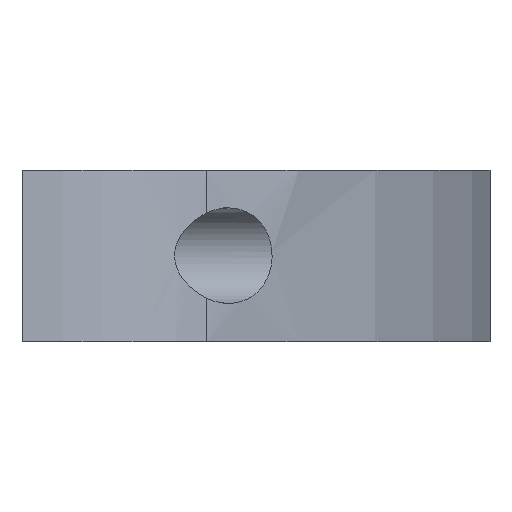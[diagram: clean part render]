
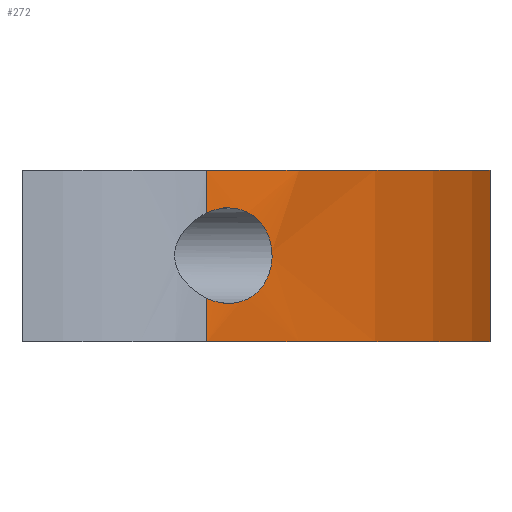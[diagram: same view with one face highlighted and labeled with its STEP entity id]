
A CAD part, left-side view. The second image highlights one B-rep face of the part: STEP entity #272.
In plain terms, the highlighted cylindrical face has radius 61.26 mm (diameter 122.52 mm), a partial arc.
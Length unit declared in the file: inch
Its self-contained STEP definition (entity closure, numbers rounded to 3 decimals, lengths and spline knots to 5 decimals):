
#7 = VERTEX_POINT ( 'NONE', #750 ) ;
#9 = VERTEX_POINT ( 'NONE', #147 ) ;
#16 = CARTESIAN_POINT ( 'NONE',  ( -2.7983, -0.65253, 0.02435 ) ) ;
#19 = CARTESIAN_POINT ( 'NONE',  ( -2.85261, -0.60483, -0.1049 ) ) ;
#31 = CARTESIAN_POINT ( 'NONE',  ( -2.96813, -0.49298, 0.1162 ) ) ;
#42 = CARTESIAN_POINT ( 'NONE',  ( -2.93063, -0.53095, -0.125 ) ) ;
#46 = CARTESIAN_POINT ( 'NONE',  ( -2.89321, -0.5672, -0.12208 ) ) ;
#48 = DIRECTION ( 'NONE',  ( 0., 0., 1. ) ) ;
#51 = CARTESIAN_POINT ( 'NONE',  ( -2.96818, -0.49293, -0.11618 ) ) ;
#54 = CARTESIAN_POINT ( 'NONE',  ( -0.66058, -1.16008, 0.224 ) ) ;
#65 = DIRECTION ( 'NONE',  ( 0., 0., 1. ) ) ;
#72 = CARTESIAN_POINT ( 'NONE',  ( -2.7963, -0.65424, 0.00991 ) ) ;
#75 = CARTESIAN_POINT ( 'NONE',  ( -2.87251, -0.5866, -0.11544 ) ) ;
#79 = CYLINDRICAL_SURFACE ( 'NONE', #856, 2.4118 ) ;
#81 = DIRECTION ( 'NONE',  ( 1., 0., 0. ) ) ;
#90 = CARTESIAN_POINT ( 'NONE',  ( -0.66058, -1.16008, -0.226 ) ) ;
#102 = EDGE_CURVE ( 'NONE', #7, #9, #821, .T. ) ;
#106 = CARTESIAN_POINT ( 'NONE',  ( -2.91409, -0.54715, -0.125 ) ) ;
#112 = FACE_OUTER_BOUND ( 'NONE', #312, .T. ) ;
#113 = CARTESIAN_POINT ( 'NONE',  ( -2.97706, -0.48364, -0.226 ) ) ;
#118 = ORIENTED_EDGE ( 'NONE', *, *, #388, .T. ) ;
#123 = VERTEX_POINT ( 'NONE', #417 ) ;
#134 = VERTEX_POINT ( 'NONE', #281 ) ;
#141 = CARTESIAN_POINT ( 'NONE',  ( -2.79598, -0.65451, -0.00943 ) ) ;
#142 = DIRECTION ( 'NONE',  ( 0., 0., 1. ) ) ;
#144 = VECTOR ( 'NONE', #65, 39.37008 ) ;
#145 = VERTEX_POINT ( 'NONE', #357 ) ;
#147 = CARTESIAN_POINT ( 'NONE',  ( -0.66058, -1.16008, -0.226 ) ) ;
#154 = EDGE_CURVE ( 'NONE', #7, #123, #321, .T. ) ;
#193 = ORIENTED_EDGE ( 'NONE', *, *, #720, .T. ) ;
#194 = CARTESIAN_POINT ( 'NONE',  ( -2.90707, -0.55403, 0.125 ) ) ;
#202 = LINE ( 'NONE', #113, #724 ) ;
#215 = CARTESIAN_POINT ( 'NONE',  ( -2.80148, -0.64982, -0.03783 ) ) ;
#216 = DIRECTION ( 'NONE',  ( 1., 0., 0. ) ) ;
#233 = AXIS2_PLACEMENT_3D ( 'NONE', #271, #142, #216 ) ;
#259 = CARTESIAN_POINT ( 'NONE',  ( -2.87283, -0.58631, 0.11557 ) ) ;
#271 = CARTESIAN_POINT ( 'NONE',  ( -1.23346, 1.1827, -0.226 ) ) ;
#272 = ADVANCED_FACE ( 'NONE', ( #112 ), #79, .T. ) ;
#278 = CARTESIAN_POINT ( 'NONE',  ( -2.81273, -0.64014, -0.06313 ) ) ;
#281 = CARTESIAN_POINT ( 'NONE',  ( -2.97706, -0.48364, 0.11172 ) ) ;
#293 = CARTESIAN_POINT ( 'NONE',  ( -2.94031, -0.52131, 0.12387 ) ) ;
#312 = EDGE_LOOP ( 'NONE', ( #313, #118, #333, #564, #677, #193, #502, #430 ) ) ;
#313 = ORIENTED_EDGE ( 'NONE', *, *, #706, .T. ) ;
#321 = LINE ( 'NONE', #469, #144 ) ;
#332 = CARTESIAN_POINT ( 'NONE',  ( -2.85274, -0.60471, 0.10499 ) ) ;
#333 = ORIENTED_EDGE ( 'NONE', *, *, #538, .T. ) ;
#339 = B_SPLINE_CURVE_WITH_KNOTS ( 'NONE', 3,
 ( #629, #31, #708, #293, #769, #371 ),
 .UNSPECIFIED., .F., .F.,
 ( 4, 2, 4 ),
 ( 0., 0.00103, 0.00205 ),
 .UNSPECIFIED. ) ;
#348 = CARTESIAN_POINT ( 'NONE',  ( -2.81294, -0.63996, 0.06349 ) ) ;
#352 = CARTESIAN_POINT ( 'NONE',  ( -2.82813, -0.62669, -0.0841 ) ) ;
#357 = CARTESIAN_POINT ( 'NONE',  ( -2.97706, -0.48364, 0.224 ) ) ;
#368 = CARTESIAN_POINT ( 'NONE',  ( -2.81768, -0.63585, 0.07087 ) ) ;
#369 = CARTESIAN_POINT ( 'NONE',  ( -2.921, -0.54039, -0.125 ) ) ;
#371 = CARTESIAN_POINT ( 'NONE',  ( -2.921, -0.54039, 0.125 ) ) ;
#388 = EDGE_CURVE ( 'NONE', #642, #703, #472, .T. ) ;
#394 = DIRECTION ( 'NONE',  ( 0., 0., 1. ) ) ;
#406 = CARTESIAN_POINT ( 'NONE',  ( -2.83414, -0.62138, 0.09024 ) ) ;
#411 = B_SPLINE_CURVE_WITH_KNOTS ( 'NONE', 3,
 ( #779, #42, #853, #455, #51, #531 ),
 .UNSPECIFIED., .F., .F.,
 ( 4, 2, 4 ),
 ( 0.01378, 0.0148, 0.01582 ),
 .UNSPECIFIED. ) ;
#416 = CARTESIAN_POINT ( 'NONE',  ( -2.80162, -0.6497, 0.03829 ) ) ;
#417 = CARTESIAN_POINT ( 'NONE',  ( -2.97706, -0.48364, -0.11172 ) ) ;
#420 = CARTESIAN_POINT ( 'NONE',  ( -2.8461, -0.61069, -0.1004 ) ) ;
#430 = ORIENTED_EDGE ( 'NONE', *, *, #843, .F. ) ;
#446 = VECTOR ( 'NONE', #631, 39.37008 ) ;
#451 = CARTESIAN_POINT ( 'NONE',  ( -1.23346, 1.1827, 0.224 ) ) ;
#455 = CARTESIAN_POINT ( 'NONE',  ( -2.95904, -0.50234, -0.11946 ) ) ;
#469 = CARTESIAN_POINT ( 'NONE',  ( -2.97706, -0.48364, -0.226 ) ) ;
#472 = B_SPLINE_CURVE_WITH_KNOTS ( 'NONE', 3,
 ( #598, #194, #667, #259, #742, #332, #798, #406, #567, #368, #348, #806, #416, #16, #478, #72, #552, #141, #614, #215, #685, #278, #758, #352, #809, #420, #19, #481, #75, #557, #46, #521, #106, #585 ),
 .UNSPECIFIED., .F., .F.,
 ( 4, 2, 2, 2, 2, 2, 2, 2, 2, 2, 2, 2, 2, 2, 2, 2, 4 ),
 ( 0.00205, 0.00352, 0.00425, 0.00499, 0.00572, 0.00645, 0.00718, 0.00755, 0.00792, 0.00865, 0.00938, 0.01011, 0.01085, 0.01158, 0.01231, 0.01305, 0.01378 ),
 .UNSPECIFIED. ) ;
#478 = CARTESIAN_POINT ( 'NONE',  ( -2.79744, -0.65327, 0.01953 ) ) ;
#481 = CARTESIAN_POINT ( 'NONE',  ( -2.86578, -0.5928, -0.1124 ) ) ;
#502 = ORIENTED_EDGE ( 'NONE', *, *, #766, .F. ) ;
#521 = CARTESIAN_POINT ( 'NONE',  ( -2.90715, -0.55387, -0.12443 ) ) ;
#528 = DIRECTION ( 'NONE',  ( 1., 0., 0. ) ) ;
#531 = CARTESIAN_POINT ( 'NONE',  ( -2.97706, -0.48364, -0.11172 ) ) ;
#538 = EDGE_CURVE ( 'NONE', #703, #123, #411, .T. ) ;
#552 = CARTESIAN_POINT ( 'NONE',  ( -2.79601, -0.65449, 0.00509 ) ) ;
#557 = CARTESIAN_POINT ( 'NONE',  ( -2.8862, -0.57381, -0.12028 ) ) ;
#564 = ORIENTED_EDGE ( 'NONE', *, *, #154, .F. ) ;
#567 = CARTESIAN_POINT ( 'NONE',  ( -2.82827, -0.62657, 0.08425 ) ) ;
#585 = CARTESIAN_POINT ( 'NONE',  ( -2.921, -0.54039, -0.125 ) ) ;
#598 = CARTESIAN_POINT ( 'NONE',  ( -2.921, -0.54039, 0.125 ) ) ;
#600 = CIRCLE ( 'NONE', #633, 2.4118 ) ;
#614 = CARTESIAN_POINT ( 'NONE',  ( -2.79713, -0.65354, -0.01928 ) ) ;
#619 = DIRECTION ( 'NONE',  ( 0., 0., 1. ) ) ;
#629 = CARTESIAN_POINT ( 'NONE',  ( -2.97706, -0.48364, 0.11172 ) ) ;
#631 = DIRECTION ( 'NONE',  ( 0., 0., 1. ) ) ;
#633 = AXIS2_PLACEMENT_3D ( 'NONE', #451, #48, #528 ) ;
#642 = VERTEX_POINT ( 'NONE', #701 ) ;
#662 = LINE ( 'NONE', #90, #446 ) ;
#667 = CARTESIAN_POINT ( 'NONE',  ( -2.89326, -0.56722, 0.12274 ) ) ;
#677 = ORIENTED_EDGE ( 'NONE', *, *, #102, .T. ) ;
#685 = CARTESIAN_POINT ( 'NONE',  ( -2.80473, -0.64704, -0.04679 ) ) ;
#692 = CARTESIAN_POINT ( 'NONE',  ( -1.23346, 1.1827, -0.226 ) ) ;
#701 = CARTESIAN_POINT ( 'NONE',  ( -2.921, -0.54039, 0.125 ) ) ;
#703 = VERTEX_POINT ( 'NONE', #369 ) ;
#706 = EDGE_CURVE ( 'NONE', #134, #642, #339, .T. ) ;
#708 = CARTESIAN_POINT ( 'NONE',  ( -2.95899, -0.50239, 0.11947 ) ) ;
#720 = EDGE_CURVE ( 'NONE', #9, #844, #662, .T. ) ;
#724 = VECTOR ( 'NONE', #394, 39.37008 ) ;
#742 = CARTESIAN_POINT ( 'NONE',  ( -2.86602, -0.59259, 0.11252 ) ) ;
#750 = CARTESIAN_POINT ( 'NONE',  ( -2.97706, -0.48364, -0.226 ) ) ;
#758 = CARTESIAN_POINT ( 'NONE',  ( -2.81754, -0.63597, -0.07067 ) ) ;
#766 = EDGE_CURVE ( 'NONE', #145, #844, #600, .T. ) ;
#769 = CARTESIAN_POINT ( 'NONE',  ( -2.93076, -0.53082, 0.125 ) ) ;
#779 = CARTESIAN_POINT ( 'NONE',  ( -2.921, -0.54039, -0.125 ) ) ;
#798 = CARTESIAN_POINT ( 'NONE',  ( -2.84634, -0.61048, 0.10058 ) ) ;
#806 = CARTESIAN_POINT ( 'NONE',  ( -2.80484, -0.64694, 0.04708 ) ) ;
#809 = CARTESIAN_POINT ( 'NONE',  ( -2.83388, -0.62161, -0.08999 ) ) ;
#821 = CIRCLE ( 'NONE', #233, 2.4118 ) ;
#843 = EDGE_CURVE ( 'NONE', #134, #145, #202, .T. ) ;
#844 = VERTEX_POINT ( 'NONE', #54 ) ;
#853 = CARTESIAN_POINT ( 'NONE',  ( -2.94027, -0.52135, -0.12388 ) ) ;
#856 = AXIS2_PLACEMENT_3D ( 'NONE', #692, #619, #81 ) ;
